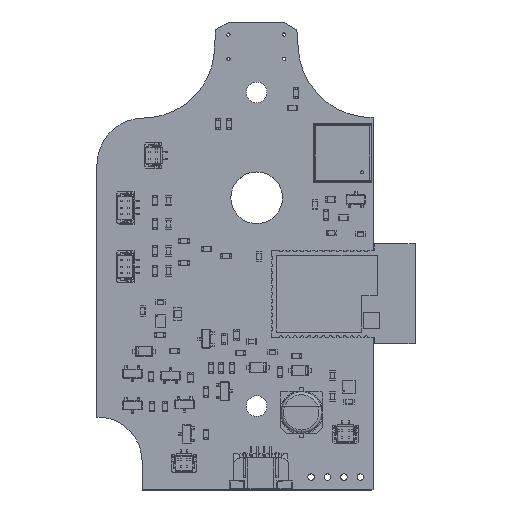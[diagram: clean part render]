
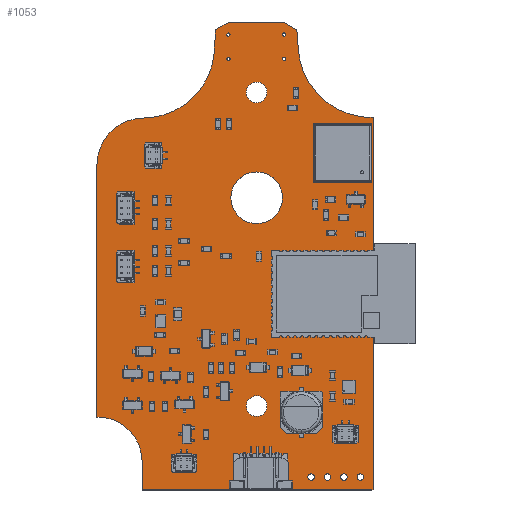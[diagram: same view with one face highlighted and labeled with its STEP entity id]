
A CAD part, top view. The second image highlights one B-rep face of the part: STEP entity #1053.
In plain terms, the highlighted planar face has unit normal (0, 0, 1).
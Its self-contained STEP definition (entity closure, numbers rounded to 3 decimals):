
#98 = VERTEX_POINT('',#99);
#99 = CARTESIAN_POINT('',(87.01,-88.128,0.));
#116 = VERTEX_POINT('',#117);
#117 = CARTESIAN_POINT('',(87.01,-72.397,0.));
#123 = EDGE_CURVE('',#98,#116,#124,.T.);
#124 = LINE('',#125,#126);
#125 = CARTESIAN_POINT('',(87.01,-88.128,0.));
#126 = VECTOR('',#127,1.);
#127 = DIRECTION('',(0.,1.,0.));
#147 = VERTEX_POINT('',#148);
#148 = CARTESIAN_POINT('',(87.01,-94.697,0.));
#154 = EDGE_CURVE('',#98,#147,#155,.T.);
#155 = LINE('',#156,#157);
#156 = CARTESIAN_POINT('',(87.01,-88.128,0.));
#157 = VECTOR('',#158,1.);
#158 = DIRECTION('',(0.,-1.,0.));
#178 = VERTEX_POINT('',#179);
#179 = CARTESIAN_POINT('',(87.01,-56.197,0.));
#185 = EDGE_CURVE('',#116,#178,#186,.T.);
#186 = LINE('',#187,#188);
#187 = CARTESIAN_POINT('',(87.01,-72.397,0.));
#188 = VECTOR('',#189,1.);
#189 = DIRECTION('',(0.,1.,0.));
#209 = VERTEX_POINT('',#210);
#210 = CARTESIAN_POINT('',(86.71,-94.697,0.));
#216 = EDGE_CURVE('',#147,#209,#217,.T.);
#217 = LINE('',#218,#219);
#218 = CARTESIAN_POINT('',(87.01,-94.697,0.));
#219 = VECTOR('',#220,1.);
#220 = DIRECTION('',(-1.,0.,0.));
#240 = VERTEX_POINT('',#241);
#241 = CARTESIAN_POINT('',(87.01,-37.002,0.));
#247 = EDGE_CURVE('',#178,#240,#248,.T.);
#248 = LINE('',#249,#250);
#249 = CARTESIAN_POINT('',(87.01,-56.197,0.));
#250 = VECTOR('',#251,1.);
#251 = DIRECTION('',(0.,1.,0.));
#262 = VERTEX_POINT('',#263);
#263 = CARTESIAN_POINT('',(51.21,-94.697,0.));
#278 = EDGE_CURVE('',#262,#209,#279,.T.);
#279 = LINE('',#280,#281);
#280 = CARTESIAN_POINT('',(51.21,-94.697,0.));
#281 = VECTOR('',#282,1.);
#282 = DIRECTION('',(1.,0.,0.));
#303 = VERTEX_POINT('',#304);
#304 = CARTESIAN_POINT('',(75.385,-25.972,0.));
#310 = EDGE_CURVE('',#240,#303,#311,.T.);
#311 = CIRCLE('',#312,11.384);
#312 = AXIS2_PLACEMENT_3D('',#313,#314,#315);
#313 = CARTESIAN_POINT('',(86.764,-25.62,0.));
#314 = DIRECTION('',(0.,0.,-1.));
#315 = DIRECTION('',(0.022,-1.,0.));
#326 = VERTEX_POINT('',#327);
#327 = CARTESIAN_POINT('',(51.21,-90.197,0.));
#342 = EDGE_CURVE('',#326,#262,#343,.T.);
#343 = LINE('',#344,#345);
#344 = CARTESIAN_POINT('',(51.21,-90.197,0.));
#345 = VECTOR('',#346,1.);
#346 = DIRECTION('',(0.,-1.,0.));
#366 = VERTEX_POINT('',#367);
#367 = CARTESIAN_POINT('',(75.181,-23.407,0.));
#373 = EDGE_CURVE('',#303,#366,#374,.T.);
#374 = LINE('',#375,#376);
#375 = CARTESIAN_POINT('',(75.385,-25.972,0.));
#376 = VECTOR('',#377,1.);
#377 = DIRECTION('',(-0.079,0.997,0.));
#388 = VERTEX_POINT('',#389);
#389 = CARTESIAN_POINT('',(44.21,-83.397,0.));
#405 = EDGE_CURVE('',#388,#326,#406,.T.);
#406 = CIRCLE('',#407,6.901);
#407 = AXIS2_PLACEMENT_3D('',#408,#409,#410);
#408 = CARTESIAN_POINT('',(44.31,-90.297,0.));
#409 = DIRECTION('',(0.,0.,-1.));
#410 = DIRECTION('',(-0.014,1.,0.));
#430 = VERTEX_POINT('',#431);
#431 = CARTESIAN_POINT('',(73.085,-22.197,0.));
#437 = EDGE_CURVE('',#366,#430,#438,.T.);
#438 = LINE('',#439,#440);
#439 = CARTESIAN_POINT('',(75.181,-23.407,0.));
#440 = VECTOR('',#441,1.);
#441 = DIRECTION('',(-0.866,0.5,0.));
#452 = VERTEX_POINT('',#453);
#453 = CARTESIAN_POINT('',(44.21,-44.397,0.));
#468 = EDGE_CURVE('',#452,#388,#469,.T.);
#469 = LINE('',#470,#471);
#470 = CARTESIAN_POINT('',(44.21,-44.397,0.));
#471 = VECTOR('',#472,1.);
#472 = DIRECTION('',(0.,-1.,0.));
#492 = VERTEX_POINT('',#493);
#493 = CARTESIAN_POINT('',(64.71,-22.197,0.));
#499 = EDGE_CURVE('',#430,#492,#500,.T.);
#500 = LINE('',#501,#502);
#501 = CARTESIAN_POINT('',(73.085,-22.197,0.));
#502 = VECTOR('',#503,1.);
#503 = DIRECTION('',(-1.,0.,0.));
#524 = VERTEX_POINT('',#525);
#525 = CARTESIAN_POINT('',(51.435,-37.072,0.));
#531 = EDGE_CURVE('',#452,#524,#532,.T.);
#532 = CIRCLE('',#533,7.275);
#533 = AXIS2_PLACEMENT_3D('',#534,#535,#536);
#534 = CARTESIAN_POINT('',(51.485,-44.347,0.));
#535 = DIRECTION('',(0.,0.,-1.));
#536 = DIRECTION('',(-1.,-0.007,-0.));
#556 = VERTEX_POINT('',#557);
#557 = CARTESIAN_POINT('',(62.622,-23.402,0.));
#563 = EDGE_CURVE('',#492,#556,#564,.T.);
#564 = LINE('',#565,#566);
#565 = CARTESIAN_POINT('',(64.71,-22.197,0.));
#566 = VECTOR('',#567,1.);
#567 = DIRECTION('',(-0.866,-0.5,0.));
#578 = VERTEX_POINT('',#579);
#579 = CARTESIAN_POINT('',(52.394,-37.03,0.));
#594 = EDGE_CURVE('',#578,#524,#595,.T.);
#595 = LINE('',#596,#597);
#596 = CARTESIAN_POINT('',(52.394,-37.03,0.));
#597 = VECTOR('',#598,1.);
#598 = DIRECTION('',(-0.999,-0.044,0.));
#618 = VERTEX_POINT('',#619);
#619 = CARTESIAN_POINT('',(62.435,-25.872,0.));
#625 = EDGE_CURVE('',#556,#618,#626,.T.);
#626 = LINE('',#627,#628);
#627 = CARTESIAN_POINT('',(62.622,-23.402,0.));
#628 = VECTOR('',#629,1.);
#629 = DIRECTION('',(-0.076,-0.997,0.));
#640 = VERTEX_POINT('',#641);
#641 = CARTESIAN_POINT('',(62.393,-26.931,0.));
#657 = EDGE_CURVE('',#640,#578,#658,.T.);
#658 = CIRCLE('',#659,11.055);
#659 = AXIS2_PLACEMENT_3D('',#660,#661,#662);
#660 = CARTESIAN_POINT('',(51.376,-26.022,0.));
#661 = DIRECTION('',(0.,0.,-1.));
#662 = DIRECTION('',(0.997,-0.082,0.));
#680 = EDGE_CURVE('',#618,#640,#681,.T.);
#681 = LINE('',#682,#683);
#682 = CARTESIAN_POINT('',(62.435,-25.872,0.));
#683 = VECTOR('',#684,1.);
#684 = DIRECTION('',(-0.04,-0.999,0.));
#695 = VERTEX_POINT('',#696);
#696 = CARTESIAN_POINT('',(70.56,-81.705,0.));
#712 = EDGE_CURVE('',#695,#695,#713,.T.);
#713 = CIRCLE('',#714,1.6);
#714 = AXIS2_PLACEMENT_3D('',#715,#716,#717);
#715 = CARTESIAN_POINT('',(68.96,-81.705,0.));
#716 = DIRECTION('',(0.,0.,1.));
#717 = DIRECTION('',(1.,0.,0.));
#728 = VERTEX_POINT('',#729);
#729 = CARTESIAN_POINT('',(77.899,-92.693,0.));
#745 = EDGE_CURVE('',#728,#728,#746,.T.);
#746 = CIRCLE('',#747,0.5);
#747 = AXIS2_PLACEMENT_3D('',#748,#749,#750);
#748 = CARTESIAN_POINT('',(77.399,-92.693,0.));
#749 = DIRECTION('',(0.,0.,1.));
#750 = DIRECTION('',(1.,0.,-0.));
#761 = VERTEX_POINT('',#762);
#762 = CARTESIAN_POINT('',(80.439,-92.693,0.));
#778 = EDGE_CURVE('',#761,#761,#779,.T.);
#779 = CIRCLE('',#780,0.5);
#780 = AXIS2_PLACEMENT_3D('',#781,#782,#783);
#781 = CARTESIAN_POINT('',(79.939,-92.693,0.));
#782 = DIRECTION('',(0.,0.,1.));
#783 = DIRECTION('',(1.,0.,-0.));
#794 = VERTEX_POINT('',#795);
#795 = CARTESIAN_POINT('',(82.979,-92.693,0.));
#811 = EDGE_CURVE('',#794,#794,#812,.T.);
#812 = CIRCLE('',#813,0.5);
#813 = AXIS2_PLACEMENT_3D('',#814,#815,#816);
#814 = CARTESIAN_POINT('',(82.479,-92.693,0.));
#815 = DIRECTION('',(0.,0.,1.));
#816 = DIRECTION('',(1.,0.,-0.));
#827 = VERTEX_POINT('',#828);
#828 = CARTESIAN_POINT('',(85.519,-92.693,0.));
#844 = EDGE_CURVE('',#827,#827,#845,.T.);
#845 = CIRCLE('',#846,0.5);
#846 = AXIS2_PLACEMENT_3D('',#847,#848,#849);
#847 = CARTESIAN_POINT('',(85.019,-92.693,0.));
#848 = DIRECTION('',(0.,0.,1.));
#849 = DIRECTION('',(1.,0.,-0.));
#860 = VERTEX_POINT('',#861);
#861 = CARTESIAN_POINT('',(72.96,-49.427,0.));
#877 = EDGE_CURVE('',#860,#860,#878,.T.);
#878 = CIRCLE('',#879,4.);
#879 = AXIS2_PLACEMENT_3D('',#880,#881,#882);
#880 = CARTESIAN_POINT('',(68.96,-49.427,0.));
#881 = DIRECTION('',(0.,0.,1.));
#882 = DIRECTION('',(1.,0.,0.));
#893 = VERTEX_POINT('',#894);
#894 = CARTESIAN_POINT('',(70.56,-33.097,0.));
#910 = EDGE_CURVE('',#893,#893,#911,.T.);
#911 = CIRCLE('',#912,1.6);
#912 = AXIS2_PLACEMENT_3D('',#913,#914,#915);
#913 = CARTESIAN_POINT('',(68.96,-33.097,0.));
#914 = DIRECTION('',(0.,0.,1.));
#915 = DIRECTION('',(1.,0.,0.));
#926 = VERTEX_POINT('',#927);
#927 = CARTESIAN_POINT('',(64.84,-27.897,0.));
#943 = EDGE_CURVE('',#926,#926,#944,.T.);
#944 = CIRCLE('',#945,0.25);
#945 = AXIS2_PLACEMENT_3D('',#946,#947,#948);
#946 = CARTESIAN_POINT('',(64.59,-27.897,0.));
#947 = DIRECTION('',(0.,0.,1.));
#948 = DIRECTION('',(1.,0.,-0.));
#959 = VERTEX_POINT('',#960);
#960 = CARTESIAN_POINT('',(64.84,-24.147,0.));
#976 = EDGE_CURVE('',#959,#959,#977,.T.);
#977 = CIRCLE('',#978,0.25);
#978 = AXIS2_PLACEMENT_3D('',#979,#980,#981);
#979 = CARTESIAN_POINT('',(64.59,-24.147,0.));
#980 = DIRECTION('',(0.,0.,1.));
#981 = DIRECTION('',(1.,0.,-0.));
#992 = VERTEX_POINT('',#993);
#993 = CARTESIAN_POINT('',(73.48,-27.897,0.));
#1009 = EDGE_CURVE('',#992,#992,#1010,.T.);
#1010 = CIRCLE('',#1011,0.25);
#1011 = AXIS2_PLACEMENT_3D('',#1012,#1013,#1014);
#1012 = CARTESIAN_POINT('',(73.23,-27.897,0.));
#1013 = DIRECTION('',(0.,0.,1.));
#1014 = DIRECTION('',(1.,0.,-0.));
#1025 = VERTEX_POINT('',#1026);
#1026 = CARTESIAN_POINT('',(73.48,-24.147,0.));
#1042 = EDGE_CURVE('',#1025,#1025,#1043,.T.);
#1043 = CIRCLE('',#1044,0.25);
#1044 = AXIS2_PLACEMENT_3D('',#1045,#1046,#1047);
#1045 = CARTESIAN_POINT('',(73.23,-24.147,0.));
#1046 = DIRECTION('',(0.,0.,1.));
#1047 = DIRECTION('',(1.,0.,-0.));
#1053 = ADVANCED_FACE('',(#1054,#1075,#1078,#1081,#1084,#1087,#1090,
    #1093,#1096,#1099,#1102,#1105),#1108,.T.);
#1054 = FACE_BOUND('',#1055,.T.);
#1055 = EDGE_LOOP('',(#1056,#1057,#1058,#1059,#1060,#1061,#1062,#1063,
    #1064,#1065,#1066,#1067,#1068,#1069,#1070,#1071,#1072,#1073,#1074));
#1056 = ORIENTED_EDGE('',*,*,#123,.T.);
#1057 = ORIENTED_EDGE('',*,*,#185,.T.);
#1058 = ORIENTED_EDGE('',*,*,#247,.T.);
#1059 = ORIENTED_EDGE('',*,*,#310,.T.);
#1060 = ORIENTED_EDGE('',*,*,#373,.T.);
#1061 = ORIENTED_EDGE('',*,*,#437,.T.);
#1062 = ORIENTED_EDGE('',*,*,#499,.T.);
#1063 = ORIENTED_EDGE('',*,*,#563,.T.);
#1064 = ORIENTED_EDGE('',*,*,#625,.T.);
#1065 = ORIENTED_EDGE('',*,*,#680,.T.);
#1066 = ORIENTED_EDGE('',*,*,#657,.T.);
#1067 = ORIENTED_EDGE('',*,*,#594,.T.);
#1068 = ORIENTED_EDGE('',*,*,#531,.F.);
#1069 = ORIENTED_EDGE('',*,*,#468,.T.);
#1070 = ORIENTED_EDGE('',*,*,#405,.T.);
#1071 = ORIENTED_EDGE('',*,*,#342,.T.);
#1072 = ORIENTED_EDGE('',*,*,#278,.T.);
#1073 = ORIENTED_EDGE('',*,*,#216,.F.);
#1074 = ORIENTED_EDGE('',*,*,#154,.F.);
#1075 = FACE_BOUND('',#1076,.T.);
#1076 = EDGE_LOOP('',(#1077));
#1077 = ORIENTED_EDGE('',*,*,#712,.F.);
#1078 = FACE_BOUND('',#1079,.T.);
#1079 = EDGE_LOOP('',(#1080));
#1080 = ORIENTED_EDGE('',*,*,#745,.F.);
#1081 = FACE_BOUND('',#1082,.T.);
#1082 = EDGE_LOOP('',(#1083));
#1083 = ORIENTED_EDGE('',*,*,#778,.F.);
#1084 = FACE_BOUND('',#1085,.T.);
#1085 = EDGE_LOOP('',(#1086));
#1086 = ORIENTED_EDGE('',*,*,#811,.F.);
#1087 = FACE_BOUND('',#1088,.T.);
#1088 = EDGE_LOOP('',(#1089));
#1089 = ORIENTED_EDGE('',*,*,#844,.F.);
#1090 = FACE_BOUND('',#1091,.T.);
#1091 = EDGE_LOOP('',(#1092));
#1092 = ORIENTED_EDGE('',*,*,#877,.F.);
#1093 = FACE_BOUND('',#1094,.T.);
#1094 = EDGE_LOOP('',(#1095));
#1095 = ORIENTED_EDGE('',*,*,#910,.F.);
#1096 = FACE_BOUND('',#1097,.T.);
#1097 = EDGE_LOOP('',(#1098));
#1098 = ORIENTED_EDGE('',*,*,#943,.F.);
#1099 = FACE_BOUND('',#1100,.T.);
#1100 = EDGE_LOOP('',(#1101));
#1101 = ORIENTED_EDGE('',*,*,#976,.F.);
#1102 = FACE_BOUND('',#1103,.T.);
#1103 = EDGE_LOOP('',(#1104));
#1104 = ORIENTED_EDGE('',*,*,#1009,.F.);
#1105 = FACE_BOUND('',#1106,.T.);
#1106 = EDGE_LOOP('',(#1107));
#1107 = ORIENTED_EDGE('',*,*,#1042,.F.);
#1108 = PLANE('',#1109);
#1109 = AXIS2_PLACEMENT_3D('',#1110,#1111,#1112);
#1110 = CARTESIAN_POINT('',(66.799,-61.447,0.));
#1111 = DIRECTION('',(0.,0.,1.));
#1112 = DIRECTION('',(1.,0.,0.));
